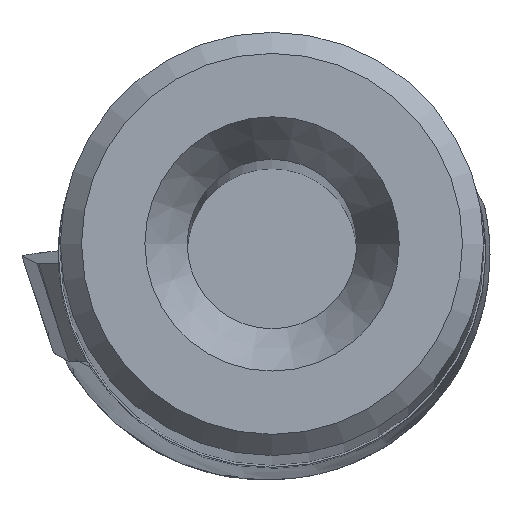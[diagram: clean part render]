
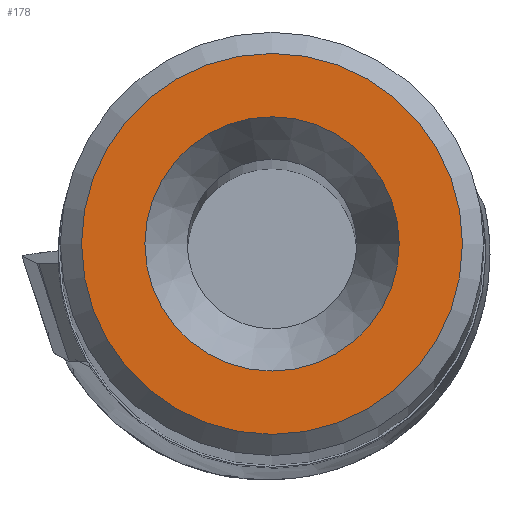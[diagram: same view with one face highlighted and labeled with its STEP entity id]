
A CAD part, top view. The second image highlights one B-rep face of the part: STEP entity #178.
In plain terms, the highlighted planar face has unit normal (0, 0, 1).
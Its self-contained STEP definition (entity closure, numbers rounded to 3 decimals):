
#178=ADVANCED_FACE('',(#240,#241),#211,.T.);
#211=PLANE('',#938);
#240=FACE_BOUND('',#281,.T.);
#241=FACE_BOUND('',#282,.T.);
#281=EDGE_LOOP('',(#432));
#282=EDGE_LOOP('',(#433));
#326=CIRCLE('',#936,3.);
#327=CIRCLE('',#937,4.494);
#432=ORIENTED_EDGE('',*,*,#661,.F.);
#433=ORIENTED_EDGE('',*,*,#662,.T.);
#577=VERTEX_POINT('',#1443);
#578=VERTEX_POINT('',#1445);
#661=EDGE_CURVE('',#577,#577,#326,.T.);
#662=EDGE_CURVE('',#578,#578,#327,.T.);
#936=AXIS2_PLACEMENT_3D('',#1442,#1098,#1099);
#937=AXIS2_PLACEMENT_3D('',#1444,#1100,#1101);
#938=AXIS2_PLACEMENT_3D('',#1446,#1102,#1103);
#1098=DIRECTION('',(0.,0.,1.));
#1099=DIRECTION('',(1.,0.,0.));
#1100=DIRECTION('',(0.,0.,1.));
#1101=DIRECTION('',(1.,0.,0.));
#1102=DIRECTION('',(0.,0.,1.));
#1103=DIRECTION('',(1.,0.,0.));
#1442=CARTESIAN_POINT('',(0.,0.,0.));
#1443=CARTESIAN_POINT('',(3.,0.,0.));
#1444=CARTESIAN_POINT('',(0.,0.,0.));
#1445=CARTESIAN_POINT('',(4.494,0.,0.));
#1446=CARTESIAN_POINT('',(0.,0.,0.));
